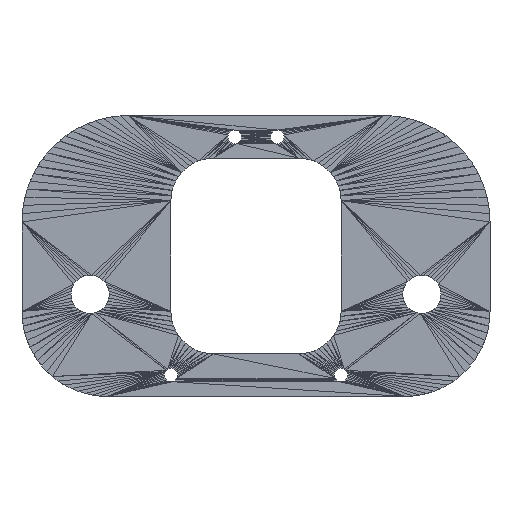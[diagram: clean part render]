
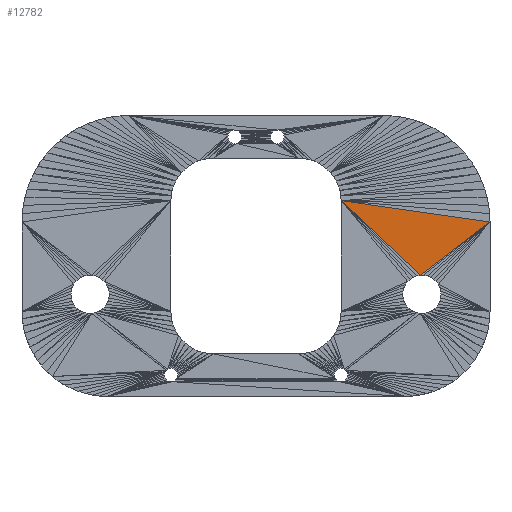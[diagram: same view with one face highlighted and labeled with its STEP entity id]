
A CAD part, front view. The second image highlights one B-rep face of the part: STEP entity #12782.
In plain terms, the highlighted planar face has unit normal (0, -1, 0).
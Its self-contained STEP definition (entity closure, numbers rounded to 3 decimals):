
#6391=CARTESIAN_POINT('Vertex',(110.,0.,43.)) ;
#11606=CARTESIAN_POINT('Vertex',(75.,0.,48.)) ;
#11609=CARTESIAN_POINT('Line Origine',(92.5,0.,45.5)) ;
#12760=CARTESIAN_POINT('Axis2P3D Location',(75.,0.,48.)) ;
#12765=CARTESIAN_POINT('Line Origine',(84.292,0.,39.24)) ;
#12769=CARTESIAN_POINT('Vertex',(93.585,0.,30.481)) ;
#12772=CARTESIAN_POINT('Line Origine',(101.792,0.,36.74)) ;
#11610=DIRECTION('Vector Direction',(0.99,0.,-0.141)) ;
#12761=DIRECTION('Axis2P3D Direction',(0.,-1.,0.)) ;
#12762=DIRECTION('Axis2P3D XDirection',(-0.728,0.,0.686)) ;
#12766=DIRECTION('Vector Direction',(0.728,0.,-0.686)) ;
#12773=DIRECTION('Vector Direction',(0.795,0.,0.606)) ;
#12763=AXIS2_PLACEMENT_3D('Plane Axis2P3D',#12760,#12761,#12762) ;
#12778=ORIENTED_EDGE('',*,*,#12771,.T.) ;
#12779=ORIENTED_EDGE('',*,*,#12776,.T.) ;
#12780=ORIENTED_EDGE('',*,*,#11613,.F.) ;
#11611=VECTOR('Line Direction',#11610,1.) ;
#12767=VECTOR('Line Direction',#12766,1.) ;
#12774=VECTOR('Line Direction',#12773,1.) ;
#12782=ADVANCED_FACE('PartBody',(#12781),#12764,.T.) ;
#11613=EDGE_CURVE('',#11607,#6392,#11612,.T.) ;
#12771=EDGE_CURVE('',#11607,#12770,#12768,.T.) ;
#12776=EDGE_CURVE('',#12770,#6392,#12775,.T.) ;
#12777=EDGE_LOOP('',(#12778,#12779,#12780)) ;
#12781=FACE_OUTER_BOUND('',#12777,.T.) ;
#11612=LINE('Line',#11609,#11611) ;
#12768=LINE('Line',#12765,#12767) ;
#12775=LINE('Line',#12772,#12774) ;
#12764=PLANE('Plane',#12763) ;
#6392=VERTEX_POINT('',#6391) ;
#11607=VERTEX_POINT('',#11606) ;
#12770=VERTEX_POINT('',#12769) ;
